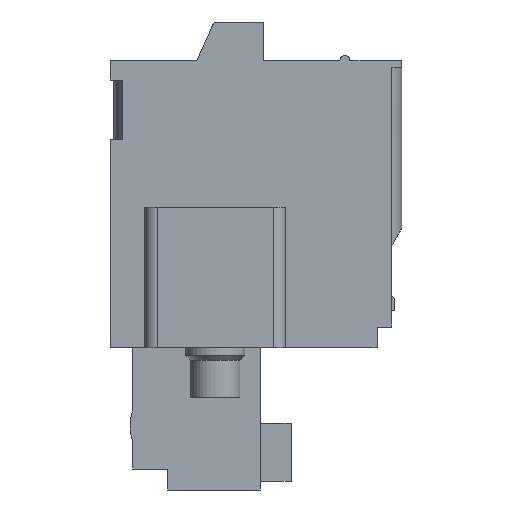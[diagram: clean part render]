
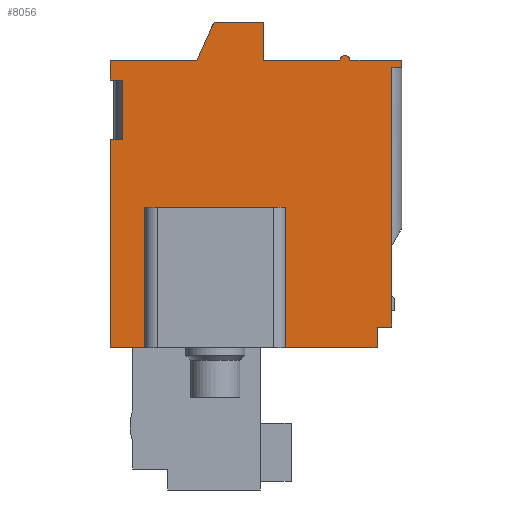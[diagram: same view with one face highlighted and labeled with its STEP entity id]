
A CAD part, left-side view. The second image highlights one B-rep face of the part: STEP entity #8056.
In plain terms, the highlighted planar face has unit normal (-1, 0, 0).
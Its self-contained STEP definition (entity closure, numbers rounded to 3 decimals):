
#161=LINE('',#11543,#1190);
#165=LINE('',#11555,#1194);
#177=LINE('',#11591,#1206);
#252=LINE('',#11765,#1281);
#262=LINE('',#11785,#1291);
#284=LINE('',#11837,#1313);
#295=LINE('',#11865,#1324);
#402=LINE('',#12081,#1431);
#408=LINE('',#12092,#1437);
#411=LINE('',#12098,#1440);
#413=LINE('',#12101,#1442);
#414=LINE('',#12103,#1443);
#416=LINE('',#12108,#1445);
#420=LINE('',#12119,#1449);
#423=LINE('',#12124,#1452);
#424=LINE('',#12126,#1453);
#426=LINE('',#12130,#1455);
#427=LINE('',#12132,#1456);
#435=LINE('',#12152,#1464);
#436=LINE('',#12154,#1465);
#437=LINE('',#12155,#1466);
#1190=VECTOR('',#9334,1000.);
#1194=VECTOR('',#9342,1000.);
#1206=VECTOR('',#9368,1000.);
#1281=VECTOR('',#9477,1000.);
#1291=VECTOR('',#9489,1000.);
#1313=VECTOR('',#9525,1000.);
#1324=VECTOR('',#9546,1000.);
#1431=VECTOR('',#9719,1000.);
#1437=VECTOR('',#9727,1000.);
#1440=VECTOR('',#9732,1000.);
#1442=VECTOR('',#9736,1000.);
#1443=VECTOR('',#9739,1000.);
#1445=VECTOR('',#9745,1000.);
#1449=VECTOR('',#9759,1000.);
#1452=VECTOR('',#9764,1000.);
#1453=VECTOR('',#9767,1000.);
#1455=VECTOR('',#9771,1000.);
#1456=VECTOR('',#9774,1000.);
#1464=VECTOR('',#9788,1000.);
#1465=VECTOR('',#9791,1000.);
#1466=VECTOR('',#9792,1000.);
#2640=ORIENTED_EDGE('',*,*,#4902,.F.);
#2641=ORIENTED_EDGE('',*,*,#4613,.F.);
#2642=ORIENTED_EDGE('',*,*,#4903,.T.);
#2643=ORIENTED_EDGE('',*,*,#4590,.T.);
#2644=ORIENTED_EDGE('',*,*,#4887,.T.);
#2645=ORIENTED_EDGE('',*,*,#4888,.T.);
#2646=ORIENTED_EDGE('',*,*,#4709,.T.);
#2647=ORIENTED_EDGE('',*,*,#4890,.T.);
#2648=ORIENTED_EDGE('',*,*,#4891,.T.);
#2649=ORIENTED_EDGE('',*,*,#4901,.T.);
#2650=ORIENTED_EDGE('',*,*,#4859,.T.);
#2651=ORIENTED_EDGE('',*,*,#4862,.T.);
#2652=ORIENTED_EDGE('',*,*,#4868,.T.);
#2653=ORIENTED_EDGE('',*,*,#4871,.T.);
#2654=ORIENTED_EDGE('',*,*,#4873,.T.);
#2655=ORIENTED_EDGE('',*,*,#4749,.T.);
#2656=ORIENTED_EDGE('',*,*,#4874,.T.);
#2657=ORIENTED_EDGE('',*,*,#4877,.T.);
#2658=ORIENTED_EDGE('',*,*,#4735,.T.);
#2659=ORIENTED_EDGE('',*,*,#4884,.T.);
#2660=ORIENTED_EDGE('',*,*,#4699,.T.);
#2661=ORIENTED_EDGE('',*,*,#4596,.T.);
#4590=EDGE_CURVE('',#5776,#5775,#161,.T.);
#4596=EDGE_CURVE('',#5782,#5781,#165,.T.);
#4613=EDGE_CURVE('',#5798,#5799,#177,.T.);
#4699=EDGE_CURVE('',#5881,#5782,#252,.T.);
#4709=EDGE_CURVE('',#5890,#5891,#262,.T.);
#4735=EDGE_CURVE('',#5913,#5912,#284,.T.);
#4749=EDGE_CURVE('',#5925,#5926,#295,.T.);
#4859=EDGE_CURVE('',#5999,#6000,#6584,.T.);
#4862=EDGE_CURVE('',#6000,#6001,#402,.T.);
#4868=EDGE_CURVE('',#6001,#6004,#408,.T.);
#4871=EDGE_CURVE('',#6004,#6006,#411,.T.);
#4873=EDGE_CURVE('',#6006,#5925,#413,.T.);
#4874=EDGE_CURVE('',#5926,#6007,#414,.T.);
#4877=EDGE_CURVE('',#6007,#5913,#416,.T.);
#4884=EDGE_CURVE('',#5912,#5881,#420,.T.);
#4887=EDGE_CURVE('',#5775,#6010,#423,.T.);
#4888=EDGE_CURVE('',#6010,#5890,#424,.T.);
#4890=EDGE_CURVE('',#5891,#6011,#426,.T.);
#4891=EDGE_CURVE('',#6011,#6012,#427,.T.);
#4901=EDGE_CURVE('',#6012,#5999,#435,.T.);
#4902=EDGE_CURVE('',#5799,#5781,#436,.T.);
#4903=EDGE_CURVE('',#5798,#5776,#437,.T.);
#5775=VERTEX_POINT('',#11542);
#5776=VERTEX_POINT('',#11544);
#5781=VERTEX_POINT('',#11554);
#5782=VERTEX_POINT('',#11556);
#5798=VERTEX_POINT('',#11590);
#5799=VERTEX_POINT('',#11592);
#5881=VERTEX_POINT('',#11766);
#5890=VERTEX_POINT('',#11786);
#5891=VERTEX_POINT('',#11787);
#5912=VERTEX_POINT('',#11836);
#5913=VERTEX_POINT('',#11838);
#5925=VERTEX_POINT('',#11866);
#5926=VERTEX_POINT('',#11867);
#5999=VERTEX_POINT('',#12076);
#6000=VERTEX_POINT('',#12077);
#6001=VERTEX_POINT('',#12082);
#6004=VERTEX_POINT('',#12091);
#6006=VERTEX_POINT('',#12097);
#6007=VERTEX_POINT('',#12104);
#6010=VERTEX_POINT('',#12123);
#6011=VERTEX_POINT('',#12129);
#6012=VERTEX_POINT('',#12133);
#6584=CIRCLE('',#8810,0.2);
#6771=EDGE_LOOP('',(#2640,#2641,#2642,#2643,#2644,#2645,#2646,#2647,#2648,
#2649,#2650,#2651,#2652,#2653,#2654,#2655,#2656,#2657,#2658,#2659,#2660,
#2661));
#7246=FACE_BOUND('',#6771,.T.);
#7698=PLANE('',#8830);
#8056=ADVANCED_FACE('',(#7246),#7698,.T.);
#8810=AXIS2_PLACEMENT_3D('',#12075,#9713,#9714);
#8830=AXIS2_PLACEMENT_3D('',#12153,#9789,#9790);
#9334=DIRECTION('',(0.,-1.,0.));
#9342=DIRECTION('',(0.,-1.,0.));
#9368=DIRECTION('',(0.,1.,0.));
#9477=DIRECTION('',(0.,0.,-1.));
#9489=DIRECTION('',(0.,0.,1.));
#9525=DIRECTION('',(0.,0.,-1.));
#9546=DIRECTION('',(0.,1.,0.));
#9713=DIRECTION('',(-1.,0.,0.));
#9714=DIRECTION('',(0.,-1.,0.));
#9719=DIRECTION('',(0.,1.,0.));
#9727=DIRECTION('',(0.,0.,1.));
#9732=DIRECTION('',(0.,1.,0.));
#9736=DIRECTION('',(0.,0.412,-0.911));
#9739=DIRECTION('',(0.,0.,-1.));
#9745=DIRECTION('',(0.,-1.,0.));
#9759=DIRECTION('',(0.,1.,0.));
#9764=DIRECTION('',(0.,0.,1.));
#9767=DIRECTION('',(0.,-1.,0.));
#9771=DIRECTION('',(0.,-1.,0.));
#9774=DIRECTION('',(0.,0.,1.));
#9788=DIRECTION('',(0.,1.,0.));
#9789=DIRECTION('',(-1.,0.,0.));
#9790=DIRECTION('',(0.,0.,1.));
#9791=DIRECTION('',(0.,0.,-1.));
#9792=DIRECTION('',(0.,0.,-1.));
#11542=CARTESIAN_POINT('',(-2.8,-5.4,-6.1));
#11543=CARTESIAN_POINT('',(-2.8,5.4,-6.1));
#11544=CARTESIAN_POINT('',(-2.8,-1.7,-6.1));
#11554=CARTESIAN_POINT('',(-2.8,4.,-6.1));
#11555=CARTESIAN_POINT('',(-2.8,5.4,-6.1));
#11556=CARTESIAN_POINT('',(-2.8,5.4,-6.1));
#11590=CARTESIAN_POINT('',(-2.8,-1.7,-0.4));
#11591=CARTESIAN_POINT('',(-2.8,-1.7,-0.4));
#11592=CARTESIAN_POINT('',(-2.8,4.,-0.4));
#11765=CARTESIAN_POINT('',(-2.8,5.4,2.35));
#11766=CARTESIAN_POINT('',(-2.8,5.4,2.35));
#11785=CARTESIAN_POINT('',(-2.8,-6.,-5.25));
#11786=CARTESIAN_POINT('',(-2.8,-6.,-5.25));
#11787=CARTESIAN_POINT('',(-2.8,-6.,5.25));
#11836=CARTESIAN_POINT('',(-2.8,4.9,2.35));
#11837=CARTESIAN_POINT('',(-2.8,4.9,4.75));
#11838=CARTESIAN_POINT('',(-2.8,4.9,4.75));
#11865=CARTESIAN_POINT('',(-2.8,1.9,5.55));
#11866=CARTESIAN_POINT('',(-2.8,1.9,5.55));
#11867=CARTESIAN_POINT('',(-2.8,5.4,5.55));
#12075=CARTESIAN_POINT('',(-2.8,-4.1,5.55));
#12076=CARTESIAN_POINT('',(-2.8,-4.3,5.55));
#12077=CARTESIAN_POINT('',(-2.8,-3.9,5.55));
#12081=CARTESIAN_POINT('',(-2.8,-3.9,5.55));
#12082=CARTESIAN_POINT('',(-2.8,-0.8,5.55));
#12091=CARTESIAN_POINT('',(-2.8,-0.8,7.1));
#12092=CARTESIAN_POINT('',(-2.8,-0.8,5.55));
#12097=CARTESIAN_POINT('',(-2.8,1.2,7.1));
#12098=CARTESIAN_POINT('',(-2.8,-0.8,7.1));
#12101=CARTESIAN_POINT('',(-2.8,1.2,7.1));
#12103=CARTESIAN_POINT('',(-2.8,5.4,5.55));
#12104=CARTESIAN_POINT('',(-2.8,5.4,4.75));
#12108=CARTESIAN_POINT('',(-2.8,5.4,4.75));
#12119=CARTESIAN_POINT('',(-2.8,4.9,2.35));
#12123=CARTESIAN_POINT('',(-2.8,-5.4,-5.25));
#12124=CARTESIAN_POINT('',(-2.8,-5.4,-6.1));
#12126=CARTESIAN_POINT('',(-2.8,-5.4,-5.25));
#12129=CARTESIAN_POINT('',(-2.8,-6.4,5.25));
#12130=CARTESIAN_POINT('',(-2.8,-6.,5.25));
#12132=CARTESIAN_POINT('',(-2.8,-6.4,5.25));
#12133=CARTESIAN_POINT('',(-2.8,-6.4,5.55));
#12152=CARTESIAN_POINT('',(-2.8,-6.4,5.55));
#12153=CARTESIAN_POINT('',(-2.8,-4.1,5.55));
#12154=CARTESIAN_POINT('',(-2.8,4.,-0.4));
#12155=CARTESIAN_POINT('',(-2.8,-1.7,-0.4));
